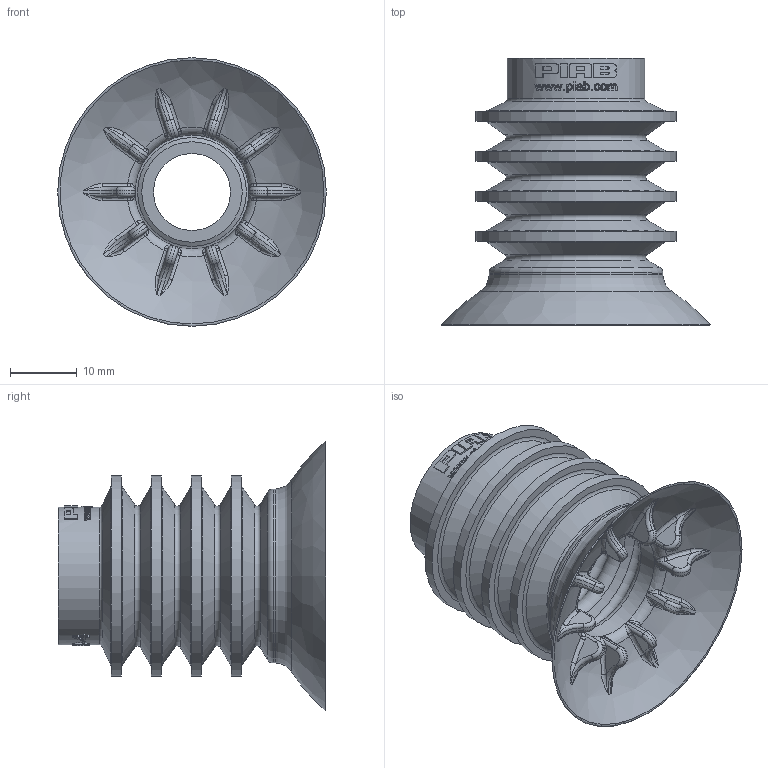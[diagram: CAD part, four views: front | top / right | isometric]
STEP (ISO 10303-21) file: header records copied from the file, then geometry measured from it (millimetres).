
FILE_DESCRIPTION( ( 'Unknown' ), '1' );
FILE_NAME( '0114848.stp', 'Unknown', ( 'Unknown' ), ( 'Unknown' ), 'XStep 1.0', 'Unknown', ' ' );
FILE_SCHEMA( ( 'CONFIG_CONTROL_DESIGN' ) );
Length unit declared in the file: millimetre
Products named in the file (1): 1
Bounding box: 40.14 x 39.91 x 40.14 mm (x, y, z)
Volume: 7351.9 mm3; surface area: 10301.2 mm2
Topology: 1 solids, 1 shells, 536 faces, 1288 edges, 758 vertices
Faces by surface type: bspline 193, plane 165, cylinder 84, torus 76, cone 18
Full cylindrical faces by diameter (mm): 11.5 x1, 17 x1, 20.5 x1, 26 x1, 30 x4
Entity records: 27910 total; most frequent: CARTESIAN_POINT 18076, ORIENTED_EDGE 2366, DIRECTION 1356, EDGE_CURVE 1183, B_SPLINE_CURVE_WITH_KNOTS 819, VERTEX_POINT 754, AXIS2_PLACEMENT_3D 648, EDGE_LOOP 643
